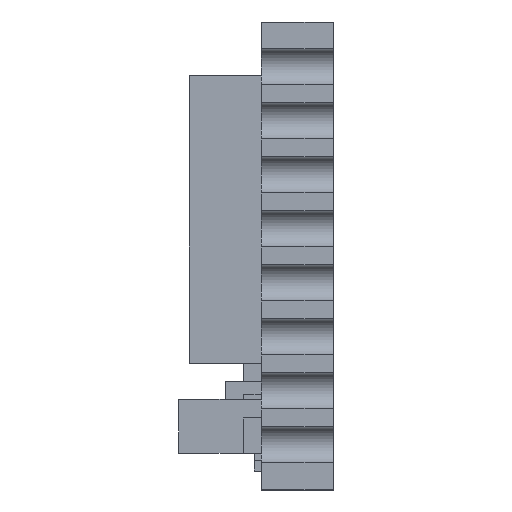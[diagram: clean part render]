
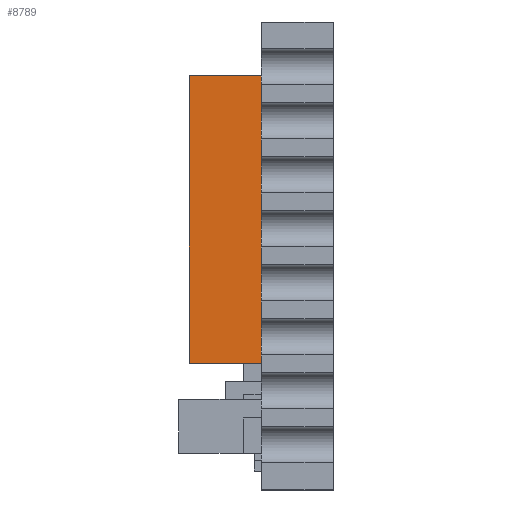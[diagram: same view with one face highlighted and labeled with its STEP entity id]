
A CAD part, left-side view. The second image highlights one B-rep face of the part: STEP entity #8789.
In plain terms, the highlighted planar face has unit normal (-1, 0, 0).
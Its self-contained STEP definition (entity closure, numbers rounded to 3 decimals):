
#76 = VECTOR ( 'NONE', #7998, 1000. ) ;
#573 = PLANE ( 'NONE',  #1750 ) ;
#885 = CARTESIAN_POINT ( 'NONE',  ( -12.159, 4., 5.017 ) ) ;
#1261 = VERTEX_POINT ( 'NONE', #6165 ) ;
#1399 = VECTOR ( 'NONE', #5544, 1000. ) ;
#1750 = AXIS2_PLACEMENT_3D ( 'NONE', #3379, #6483, #4133 ) ;
#2042 = LINE ( 'NONE', #8634, #5271 ) ;
#2157 = DIRECTION ( 'NONE',  ( 0., 0., 1. ) ) ;
#2187 = EDGE_CURVE ( 'NONE', #3577, #6294, #5690, .T. ) ;
#2259 = CARTESIAN_POINT ( 'NONE',  ( -12.159, 4., -2.983 ) ) ;
#2692 = ORIENTED_EDGE ( 'NONE', *, *, #2187, .T. ) ;
#2874 = CARTESIAN_POINT ( 'NONE',  ( -12.159, 2., -2.983 ) ) ;
#3142 = VECTOR ( 'NONE', #6014, 1000. ) ;
#3379 = CARTESIAN_POINT ( 'NONE',  ( -12.159, 4., -2.983 ) ) ;
#3577 = VERTEX_POINT ( 'NONE', #9392 ) ;
#3933 = VERTEX_POINT ( 'NONE', #2259 ) ;
#4133 = DIRECTION ( 'NONE',  ( 0., 0., -1. ) ) ;
#5271 = VECTOR ( 'NONE', #2157, 1000. ) ;
#5544 = DIRECTION ( 'NONE',  ( 0., -1., 0. ) ) ;
#5690 = LINE ( 'NONE', #2874, #76 ) ;
#6014 = DIRECTION ( 'NONE',  ( 0., -1., 0. ) ) ;
#6165 = CARTESIAN_POINT ( 'NONE',  ( -12.159, 4., 5.017 ) ) ;
#6259 = CARTESIAN_POINT ( 'NONE',  ( -12.159, 2., 5.017 ) ) ;
#6294 = VERTEX_POINT ( 'NONE', #6259 ) ;
#6483 = DIRECTION ( 'NONE',  ( 1., 0., 0. ) ) ;
#6817 = ORIENTED_EDGE ( 'NONE', *, *, #8374, .F. ) ;
#6924 = EDGE_CURVE ( 'NONE', #3933, #3577, #8538, .T. ) ;
#7110 = FACE_OUTER_BOUND ( 'NONE', #8033, .T. ) ;
#7889 = ORIENTED_EDGE ( 'NONE', *, *, #9265, .F. ) ;
#7998 = DIRECTION ( 'NONE',  ( 0., 0., 1. ) ) ;
#8033 = EDGE_LOOP ( 'NONE', ( #2692, #7889, #6817, #8923 ) ) ;
#8374 = EDGE_CURVE ( 'NONE', #3933, #1261, #2042, .T. ) ;
#8439 = CARTESIAN_POINT ( 'NONE',  ( -12.159, 4., -2.983 ) ) ;
#8538 = LINE ( 'NONE', #8439, #1399 ) ;
#8569 = LINE ( 'NONE', #885, #3142 ) ;
#8634 = CARTESIAN_POINT ( 'NONE',  ( -12.159, 4., -2.983 ) ) ;
#8789 = ADVANCED_FACE ( 'NONE', ( #7110 ), #573, .F. ) ;
#8923 = ORIENTED_EDGE ( 'NONE', *, *, #6924, .T. ) ;
#9265 = EDGE_CURVE ( 'NONE', #1261, #6294, #8569, .T. ) ;
#9392 = CARTESIAN_POINT ( 'NONE',  ( -12.159, 2., -2.983 ) ) ;
